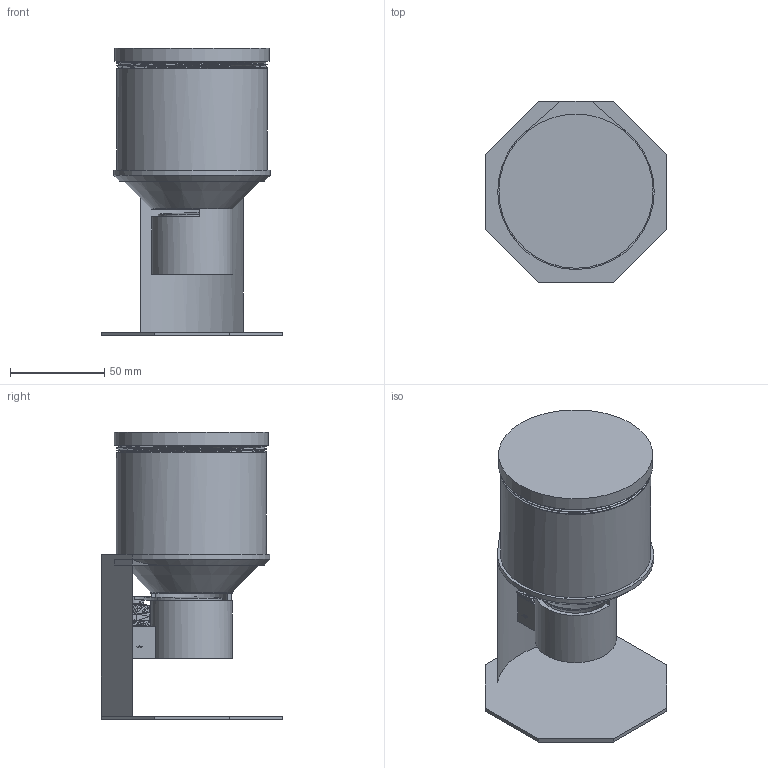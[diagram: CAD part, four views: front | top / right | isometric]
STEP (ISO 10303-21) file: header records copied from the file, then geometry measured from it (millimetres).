
FILE_DESCRIPTION(/* description */ (''),/* implementation_level */ '2;1');
FILE_NAME(/* name */ 'servo v8.step',/* time_stamp */ '2019-07-24T16:02:36+02:00',/* author */ (''),/* organization */ (''),/* preprocessor_version */ 'ST-DEVELOPER v18',/* originating_system */ 'Autodesk Translation Framework v8.2.0.1029',/* authorisation */ '');
FILE_SCHEMA (('AUTOMOTIVE_DESIGN { 1 0 10303 214 3 1 1 }'));
Length unit declared in the file: millimetre
Products named in the file (6): servo; Container; Lid; 2051_servo_tower-pro-sg90.pk2; gate; stand
Assembly tree (5 placements, depth 2):
  servo
    Container
    Lid
    2051_servo_tower-pro-sg90.pk2
    gate
    stand
Bounding box: 96.57 x 96.57 x 153.11 mm (x, y, z)
Volume: 101077.5 mm3; surface area: 101827.9 mm2
Topology: 5 solids, 5 shells, 655 faces, 1081 edges, 440 vertices
Faces by surface type: plane 613, cylinder 31, cone 7, bspline 4
Full cylindrical faces by diameter (mm): 1.623 x2, 2 x1, 5 x2, 7 x1, 38.675 x1, 43.2 x1, 76.8 x1, 78.127 x3, 78.526 x3, 79.85 x2, 80 x1, 80.214 x2, 82 x1
Entity records: 16451 total; most frequent: CARTESIAN_POINT 4748, DIRECTION 2435, ORIENTED_EDGE 2158, EDGE_CURVE 1079, LINE 961, VECTOR 961, AXIS2_PLACEMENT_3D 737, EDGE_LOOP 669
